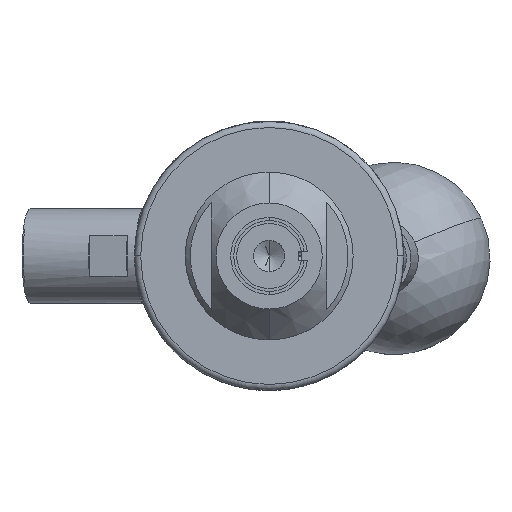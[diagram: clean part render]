
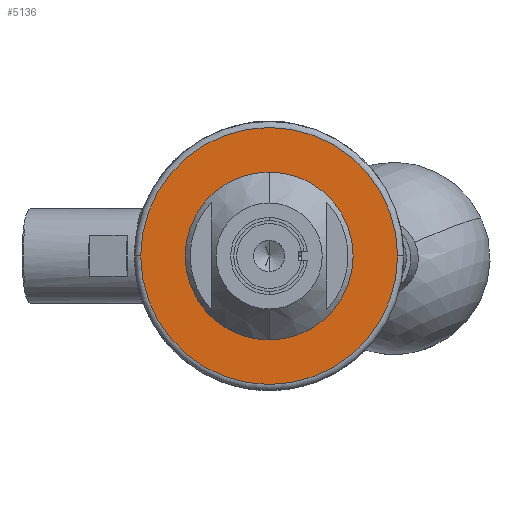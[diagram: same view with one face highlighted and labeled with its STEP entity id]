
A CAD part, left-side view. The second image highlights one B-rep face of the part: STEP entity #5136.
In plain terms, the highlighted planar face has unit normal (-1, 0, 0).
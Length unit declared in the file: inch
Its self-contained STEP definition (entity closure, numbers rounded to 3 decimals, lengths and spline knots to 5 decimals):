
#60 = DIRECTION ( 'NONE',  ( 0., -1., 0. ) ) ;
#232 = CARTESIAN_POINT ( 'NONE',  ( -3.921, 0., 0. ) ) ;
#430 = AXIS2_PLACEMENT_3D ( 'NONE', #15186, #14120, #10263 ) ;
#666 = CIRCLE ( 'NONE', #430, 0.27344 ) ;
#1033 = AXIS2_PLACEMENT_3D ( 'NONE', #232, #5059, #60 ) ;
#1432 = AXIS2_PLACEMENT_3D ( 'NONE', #12382, #5171, #13305 ) ;
#1507 = VERTEX_POINT ( 'NONE', #4125 ) ;
#1769 = CIRCLE ( 'NONE', #1033, 0.835 ) ;
#1993 = ORIENTED_EDGE ( 'NONE', *, *, #4412, .T. ) ;
#3888 = CIRCLE ( 'NONE', #5159, 0.27344 ) ;
#4125 = CARTESIAN_POINT ( 'NONE',  ( -3.921, 0.835, 0. ) ) ;
#4395 = DIRECTION ( 'NONE',  ( 0., 0., -1. ) ) ;
#4412 = EDGE_CURVE ( 'NONE', #1507, #13502, #1769, .T. ) ;
#5059 = DIRECTION ( 'NONE',  ( -1., 0., 0. ) ) ;
#5136 = ADVANCED_FACE ( 'NONE', ( #5401, #8796 ), #13532, .F. ) ;
#5159 = AXIS2_PLACEMENT_3D ( 'NONE', #5363, #8915, #4395 ) ;
#5171 = DIRECTION ( 'NONE',  ( -1., 0., 0. ) ) ;
#5363 = CARTESIAN_POINT ( 'NONE',  ( -3.921, 0., 0. ) ) ;
#5401 = FACE_BOUND ( 'NONE', #11508, .T. ) ;
#5749 = DIRECTION ( 'NONE',  ( 0., -1., 0. ) ) ;
#6005 = CARTESIAN_POINT ( 'NONE',  ( -3.921, 0., 0.27344 ) ) ;
#6719 = EDGE_CURVE ( 'NONE', #13595, #13563, #3888, .T. ) ;
#7439 = ORIENTED_EDGE ( 'NONE', *, *, #13478, .F. ) ;
#7730 = ORIENTED_EDGE ( 'NONE', *, *, #8714, .T. ) ;
#7995 = CARTESIAN_POINT ( 'NONE',  ( -3.921, -0.875, 0. ) ) ;
#8714 = EDGE_CURVE ( 'NONE', #13502, #1507, #11864, .T. ) ;
#8796 = FACE_OUTER_BOUND ( 'NONE', #14453, .T. ) ;
#8915 = DIRECTION ( 'NONE',  ( -1., 0., 0. ) ) ;
#9230 = DIRECTION ( 'NONE',  ( 1., 0., 0. ) ) ;
#10263 = DIRECTION ( 'NONE',  ( 0., 0., -1. ) ) ;
#10385 = AXIS2_PLACEMENT_3D ( 'NONE', #7995, #9230, #5749 ) ;
#11508 = EDGE_LOOP ( 'NONE', ( #7439, #13024 ) ) ;
#11864 = CIRCLE ( 'NONE', #1432, 0.835 ) ;
#12382 = CARTESIAN_POINT ( 'NONE',  ( -3.921, 0., 0. ) ) ;
#13024 = ORIENTED_EDGE ( 'NONE', *, *, #6719, .F. ) ;
#13305 = DIRECTION ( 'NONE',  ( 0., -1., 0. ) ) ;
#13478 = EDGE_CURVE ( 'NONE', #13563, #13595, #666, .T. ) ;
#13502 = VERTEX_POINT ( 'NONE', #14049 ) ;
#13532 = PLANE ( 'NONE',  #10385 ) ;
#13563 = VERTEX_POINT ( 'NONE', #14351 ) ;
#13595 = VERTEX_POINT ( 'NONE', #6005 ) ;
#14049 = CARTESIAN_POINT ( 'NONE',  ( -3.921, -0.835, 0. ) ) ;
#14120 = DIRECTION ( 'NONE',  ( -1., 0., 0. ) ) ;
#14351 = CARTESIAN_POINT ( 'NONE',  ( -3.921, 0., -0.27344 ) ) ;
#14453 = EDGE_LOOP ( 'NONE', ( #7730, #1993 ) ) ;
#15186 = CARTESIAN_POINT ( 'NONE',  ( -3.921, 0., 0. ) ) ;
